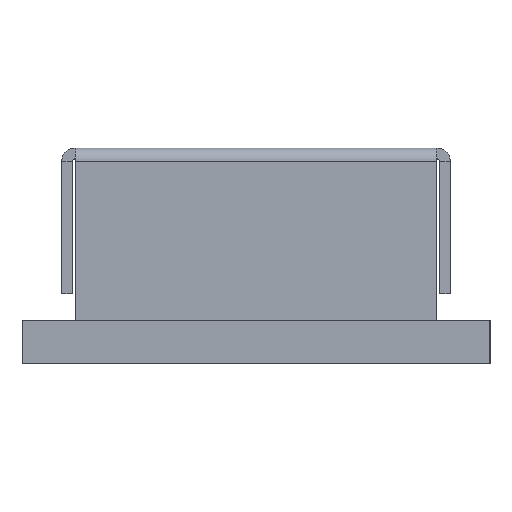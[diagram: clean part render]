
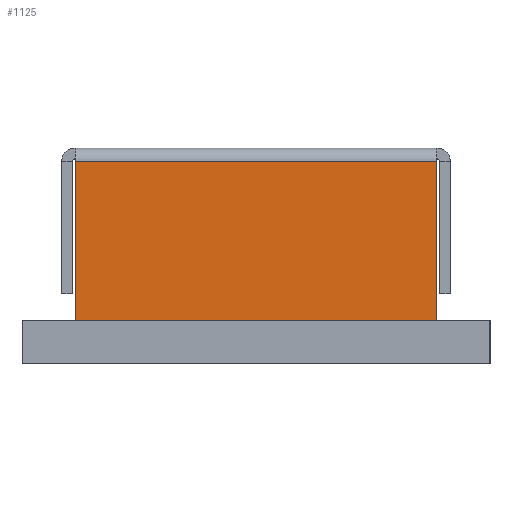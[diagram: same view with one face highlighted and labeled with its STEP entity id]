
A CAD part, left-side view. The second image highlights one B-rep face of the part: STEP entity #1125.
In plain terms, the highlighted planar face has unit normal (-1, 0, 0).
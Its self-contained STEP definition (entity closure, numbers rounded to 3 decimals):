
#1125 = ADVANCED_FACE( '', ( #2190 ), #2191, .F. );
#2190 = FACE_OUTER_BOUND( '', #3345, .T. );
#2191 = PLANE( '', #3346 );
#3345 = EDGE_LOOP( '', ( #5714, #5715, #5716, #5717 ) );
#3346 = AXIS2_PLACEMENT_3D( '', #5718, #5719, #5720 );
#5714 = ORIENTED_EDGE( '', *, *, #8278, .T. );
#5715 = ORIENTED_EDGE( '', *, *, #8279, .F. );
#5716 = ORIENTED_EDGE( '', *, *, #8280, .F. );
#5717 = ORIENTED_EDGE( '', *, *, #8281, .T. );
#5718 = CARTESIAN_POINT( '', ( -5.86, 3.35, -1.6 ) );
#5719 = DIRECTION( '', ( 1., 0., 0. ) );
#5720 = DIRECTION( '', ( 0., 0., -1. ) );
#8278 = EDGE_CURVE( '', #10049, #10050, #10051, .T. );
#8279 = EDGE_CURVE( '', #10052, #10050, #10053, .T. );
#8280 = EDGE_CURVE( '', #10054, #10052, #10055, .T. );
#8281 = EDGE_CURVE( '', #10054, #10049, #10056, .T. );
#10049 = VERTEX_POINT( '', #12833 );
#10050 = VERTEX_POINT( '', #12834 );
#10051 = LINE( '', #12835, #12836 );
#10052 = VERTEX_POINT( '', #12837 );
#10053 = LINE( '', #12838, #12839 );
#10054 = VERTEX_POINT( '', #12840 );
#10055 = LINE( '', #12841, #12842 );
#10056 = LINE( '', #12843, #12844 );
#12833 = CARTESIAN_POINT( '', ( -5.86, -3.35, -1.6 ) );
#12834 = CARTESIAN_POINT( '', ( -5.86, -3.35, 1.35 ) );
#12835 = CARTESIAN_POINT( '', ( -5.86, -3.35, -1.6 ) );
#12836 = VECTOR( '', #14434, 1000. );
#12837 = CARTESIAN_POINT( '', ( -5.86, 3.35, 1.35 ) );
#12838 = CARTESIAN_POINT( '', ( -5.86, 3.35, 1.35 ) );
#12839 = VECTOR( '', #14435, 1000. );
#12840 = CARTESIAN_POINT( '', ( -5.86, 3.35, -1.6 ) );
#12841 = CARTESIAN_POINT( '', ( -5.86, 3.35, -1.6 ) );
#12842 = VECTOR( '', #14436, 1000. );
#12843 = CARTESIAN_POINT( '', ( -5.86, 3.35, -1.6 ) );
#12844 = VECTOR( '', #14437, 1000. );
#14434 = DIRECTION( '', ( 0., 0., 1. ) );
#14435 = DIRECTION( '', ( 0., -1., 0. ) );
#14436 = DIRECTION( '', ( 0., 0., 1. ) );
#14437 = DIRECTION( '', ( 0., -1., 0. ) );
